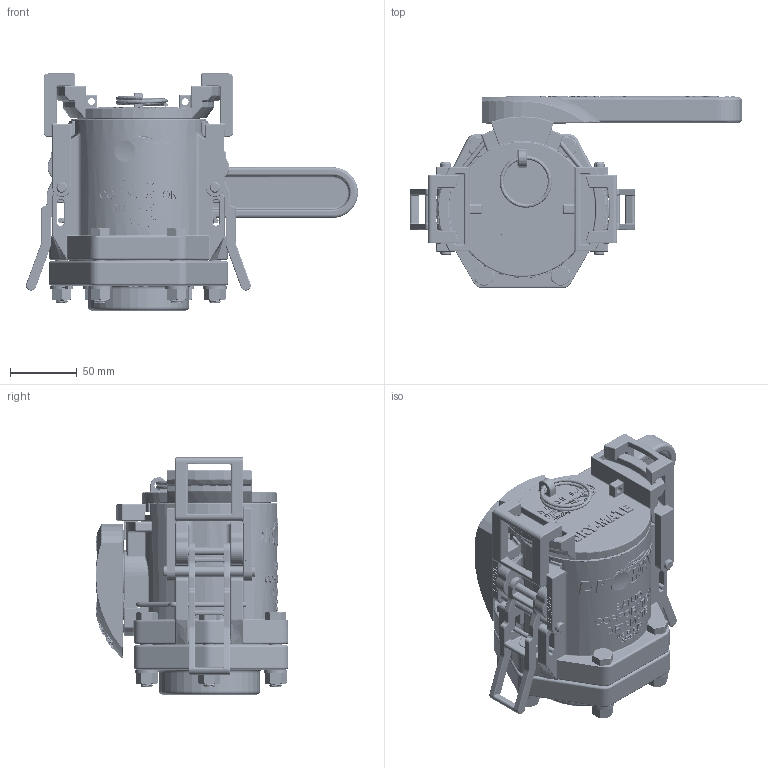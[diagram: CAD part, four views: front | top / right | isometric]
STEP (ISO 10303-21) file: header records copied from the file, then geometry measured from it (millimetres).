
FILE_DESCRIPTION(/* description */ ('2" FP Poly Female Dry Mate BSP'),/* implementation_level */ '2;1');
FILE_NAME(/* name */ 'DM220DB.stp',/* time_stamp */ '2016-12-02T14:10:31-05:00',/* author */ ('areid'),/* organization */ (''),/* preprocessor_version */ 'ST-DEVELOPER v16.5',/* originating_system */ 'Autodesk Inventor 2017',/* authorisation */ '');
FILE_SCHEMA (('AUTOMOTIVE_DESIGN { 1 0 10303 214 3 1 1 }'));
Products named in the file (39): DM220DB; DM220DBX; DM25254F; DM25254FY; DM25254FX; DM25153F; V25255A; V25255AM; V25255AX; V25264; DM25258A; V25258A; DM25288F; DB20281; DM25010B; DM25256SP; DM25256SPX; DM25289; V20010SS; V20019; V20018; V25020; V25121; V25256B; VX25256B; DM25294; GP025200; DM25009A; GP0516275; DM25013; VS25151C; VS25151B; V25151BX; V25060; A020V; DM221PL; DM221PLY; DM221PLX; 150RING
Assembly tree (60 placements, depth 5):
  DM220DB
    DM220DBX
      DM25254F
        DM25254FY
          DM25254FX
      DM25153F
      V25255A
        V25255AM
          V25255AX
      V25264
      V25060  x2
      DM25258A
      V25258A
      DM25288F
      DB20281
      DM25010B  x2
      DM25256SP
        DM25256SPX
      DM25289
      V20010SS  x6
      V20019  x6
      V20018  x6
      V25020
      V25121
      V25256B
        VX25256B
      DM25294
      DM25009A  x2
      GP025200  x2
      GP0516275  x2
      DM25013  x2
      VS25151C
        VS25151B
          V25151BX
      A020V  x2
    DM221PL
      DM221PLY
        DM221PLX
      150RING
Bounding box: 249.56 x 144.73 x 178.18 mm (x, y, z)
Volume: 827301.4 mm3; surface area: 395851.6 mm2
Topology: 48 solids, 49 shells, 7077 faces, 17209 edges, 10417 vertices
Faces by surface type: plane 2459, cylinder 1822, bspline 1368, cone 672, torus 571, sphere 185
Full cylindrical faces by diameter (mm): 3.175 x1, 3.81 x10, 5.08 x2, 6.35 x7, 6.604 x4, 7.798 x1, 7.899 x2, 7.95 x4, 8.128 x4, 9.525 x1, 10.312 x7, 11.43 x6, 14.275 x1, 23.495 x2, 25.4 x2, 25.527 x3, 25.806 x1, 31.75 x3, 33.02 x1, 35.56 x2, 48.26 x1, 50.8 x1, 51.562 x1, 52.07 x2, 55.499 x1, 55.88 x2, 56.769 x1, 60.579 x1, 62.395 x1, 63.5 x3
Entity records: 210189 total; most frequent: CARTESIAN_POINT 90857, ORIENTED_EDGE 25562, DIRECTION 22463, EDGE_CURVE 12777, VERTEX_POINT 8078, AXIS2_PLACEMENT_3D 7938, LINE 6587, VECTOR 6587
